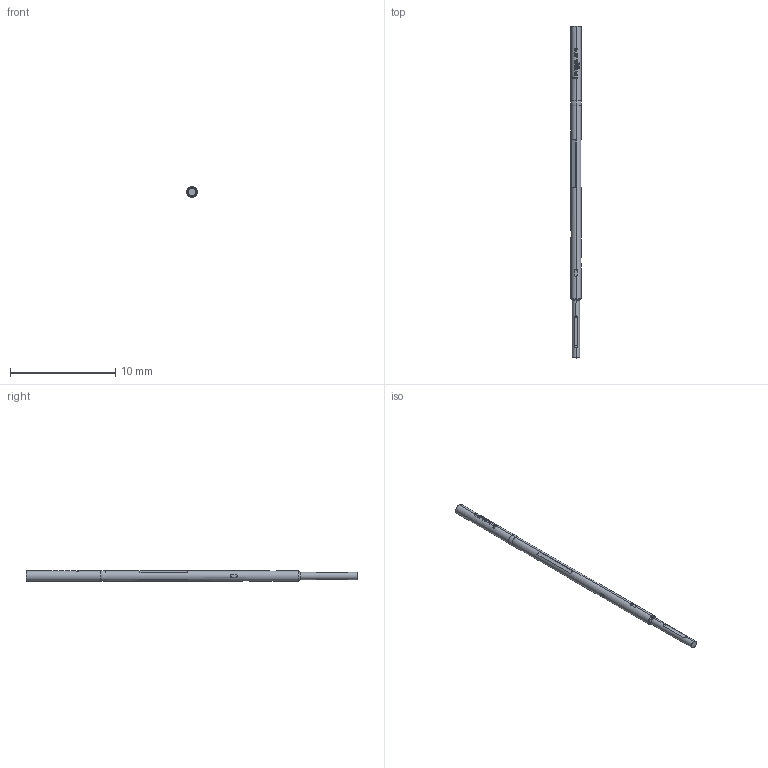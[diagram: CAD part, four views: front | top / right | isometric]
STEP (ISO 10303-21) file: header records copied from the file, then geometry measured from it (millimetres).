
FILE_DESCRIPTION (( 'STEP AP203' ), '1' );
FILE_NAME ('INGUN_KS-550_35_E08.STEP', '2022-02-09T05:30:06', ( 'ochi' ), ( '' ), 'SwSTEP 2.0', 'SolidWorks 2018', '' );
FILE_SCHEMA (( 'CONFIG_CONTROL_DESIGN' ));
Length unit declared in the file: millimetre
Products named in the file (1): INGUN_KS-550_35_E08
Bounding box: 1.03 x 31.6 x 1.04 mm (x, y, z)
Volume: 20.9 mm3; surface area: 92.1 mm2
Topology: 1 solids, 1 shells, 122 faces, 332 edges, 218 vertices
Faces by surface type: plane 57, cylinder 37, bspline 22, torus 6
Entity records: 4273 total; most frequent: CARTESIAN_POINT 1289, ORIENTED_EDGE 664, DIRECTION 530, EDGE_CURVE 332, VERTEX_POINT 218, AXIS2_PLACEMENT_3D 203, EDGE_LOOP 128, VECTOR 124
